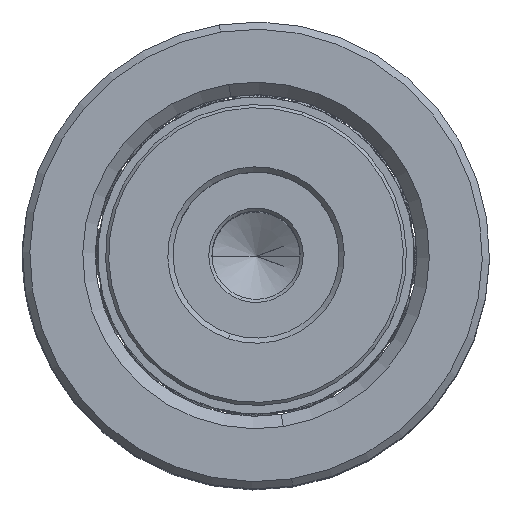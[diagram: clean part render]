
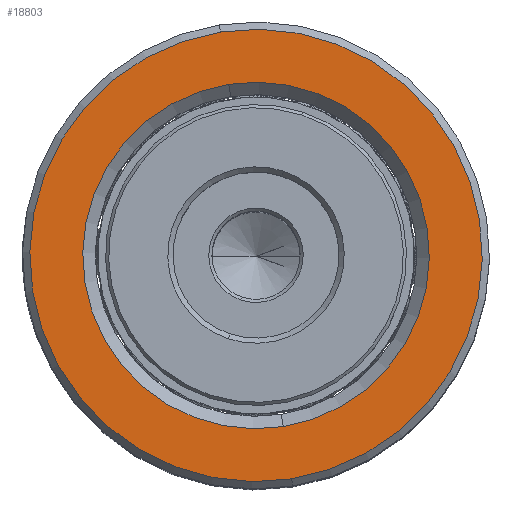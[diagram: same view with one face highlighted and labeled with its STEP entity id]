
A CAD part, top view. The second image highlights one B-rep face of the part: STEP entity #18803.
In plain terms, the highlighted planar face has unit normal (0, 0, 1).
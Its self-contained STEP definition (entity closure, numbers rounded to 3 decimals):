
#127 = ORIENTED_EDGE ( 'NONE', *, *, #9512, .T. ) ;
#2916 = CIRCLE ( 'NONE', #17391, 21.8 ) ;
#2959 = FACE_OUTER_BOUND ( 'NONE', #31710, .T. ) ;
#3137 = EDGE_CURVE ( 'NONE', #28091, #21636, #34775, .T. ) ;
#5395 = CARTESIAN_POINT ( 'NONE',  ( 21.8, 0., 60. ) ) ;
#8093 = EDGE_LOOP ( 'NONE', ( #12440, #30095 ) ) ;
#8577 = DIRECTION ( 'NONE',  ( 1., 0., 0. ) ) ;
#8628 = CIRCLE ( 'NONE', #30645, 16.7 ) ;
#9512 = EDGE_CURVE ( 'NONE', #21636, #28091, #2916, .T. ) ;
#9654 = CARTESIAN_POINT ( 'NONE',  ( 0., 0., 60. ) ) ;
#9763 = ORIENTED_EDGE ( 'NONE', *, *, #3137, .T. ) ;
#10275 = VERTEX_POINT ( 'NONE', #30895 ) ;
#11183 = DIRECTION ( 'NONE',  ( 0., 0., 1. ) ) ;
#11864 = AXIS2_PLACEMENT_3D ( 'NONE', #12787, #31711, #15998 ) ;
#12440 = ORIENTED_EDGE ( 'NONE', *, *, #29656, .T. ) ;
#12484 = AXIS2_PLACEMENT_3D ( 'NONE', #24795, #32479, #8577 ) ;
#12787 = CARTESIAN_POINT ( 'NONE',  ( 0., 0., 60. ) ) ;
#14627 = VERTEX_POINT ( 'NONE', #28970 ) ;
#15998 = DIRECTION ( 'NONE',  ( 1., 0., 0. ) ) ;
#16238 = AXIS2_PLACEMENT_3D ( 'NONE', #32309, #18608, #18950 ) ;
#17237 = CARTESIAN_POINT ( 'NONE',  ( -21.8, 0., 60. ) ) ;
#17391 = AXIS2_PLACEMENT_3D ( 'NONE', #27385, #11183, #21016 ) ;
#18608 = DIRECTION ( 'NONE',  ( 0., 0., 1. ) ) ;
#18803 = ADVANCED_FACE ( 'NONE', ( #2959, #20735 ), #29585, .T. ) ;
#18950 = DIRECTION ( 'NONE',  ( 1., 0., 0. ) ) ;
#20735 = FACE_BOUND ( 'NONE', #8093, .T. ) ;
#21016 = DIRECTION ( 'NONE',  ( 1., 0., 0. ) ) ;
#21636 = VERTEX_POINT ( 'NONE', #5395 ) ;
#23025 = DIRECTION ( 'NONE',  ( 0., 0., -1. ) ) ;
#24795 = CARTESIAN_POINT ( 'NONE',  ( 0., 0., 60. ) ) ;
#27385 = CARTESIAN_POINT ( 'NONE',  ( 0., 0., 60. ) ) ;
#27844 = EDGE_CURVE ( 'NONE', #10275, #14627, #33242, .T. ) ;
#28091 = VERTEX_POINT ( 'NONE', #17237 ) ;
#28970 = CARTESIAN_POINT ( 'NONE',  ( 16.7, 0., 60. ) ) ;
#29585 = PLANE ( 'NONE',  #16238 ) ;
#29656 = EDGE_CURVE ( 'NONE', #14627, #10275, #8628, .T. ) ;
#30095 = ORIENTED_EDGE ( 'NONE', *, *, #27844, .T. ) ;
#30645 = AXIS2_PLACEMENT_3D ( 'NONE', #9654, #23025, #33653 ) ;
#30895 = CARTESIAN_POINT ( 'NONE',  ( -16.7, 0., 60. ) ) ;
#31710 = EDGE_LOOP ( 'NONE', ( #9763, #127 ) ) ;
#31711 = DIRECTION ( 'NONE',  ( 0., 0., 1. ) ) ;
#32309 = CARTESIAN_POINT ( 'NONE',  ( 0., 0., 60. ) ) ;
#32479 = DIRECTION ( 'NONE',  ( 0., 0., -1. ) ) ;
#33242 = CIRCLE ( 'NONE', #12484, 16.7 ) ;
#33653 = DIRECTION ( 'NONE',  ( 1., 0., 0. ) ) ;
#34775 = CIRCLE ( 'NONE', #11864, 21.8 ) ;
